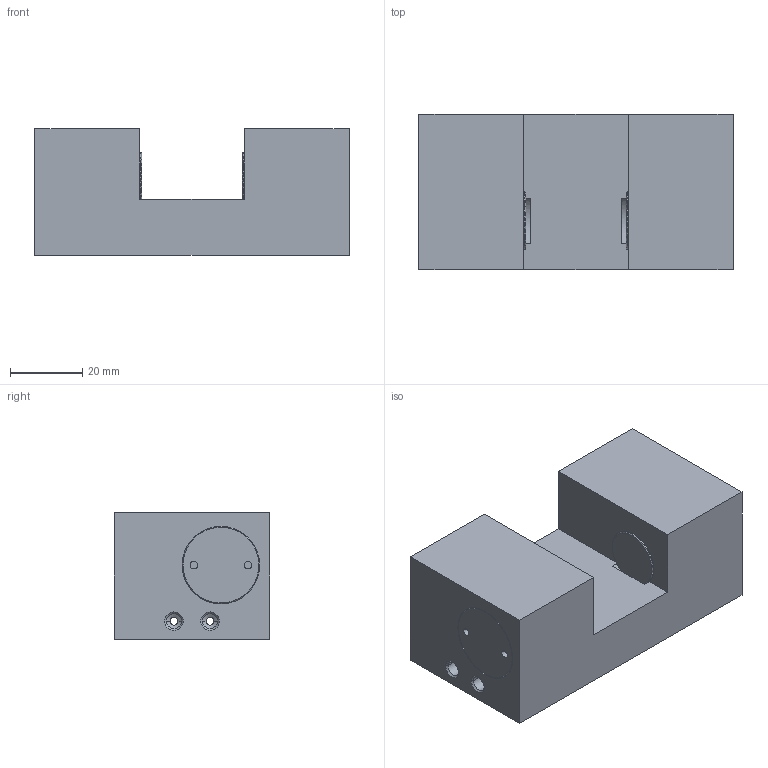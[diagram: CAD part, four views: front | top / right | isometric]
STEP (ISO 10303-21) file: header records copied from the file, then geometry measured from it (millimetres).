
FILE_DESCRIPTION((''),'2;1');
FILE_NAME('FRC30T02_SE-DE_SW0001','2017-03-27T',('anacleto.m'),(''),'CREO PARAMETRIC BY PTC INC, 2016050','CREO PARAMETRIC BY PTC INC, 2016050','');
FILE_SCHEMA(('CONFIG_CONTROL_DESIGN'));
Length unit declared in the file: millimetre
Products named in the file (1): FRC30T02_SE-DE_SW0001
Bounding box: 87 x 43 x 35 mm (x, y, z)
Volume: 76085.6 mm3; surface area: 29384.3 mm2
Topology: 1 solids, 1 shells, 380 faces, 902 edges, 556 vertices
Faces by surface type: cylinder 180, plane 104, cone 48, bspline 28, torus 12, sphere 8
Entity records: 13934 total; most frequent: CARTESIAN_POINT 5034, DIRECTION 1974, ORIENTED_EDGE 1788, EDGE_CURVE 894, AXIS2_PLACEMENT_3D 814, VERTEX_POINT 556, CIRCLE 462, EDGE_LOOP 428
